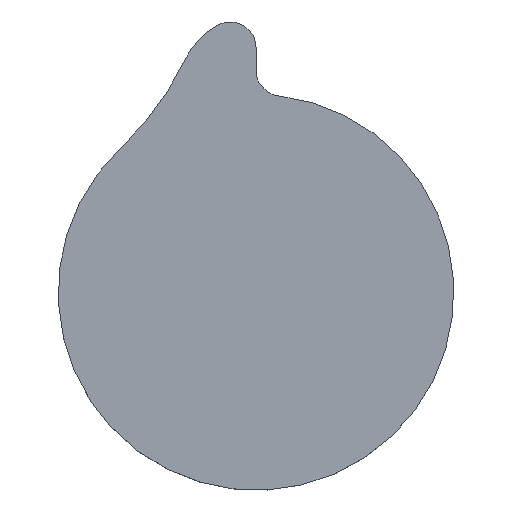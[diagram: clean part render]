
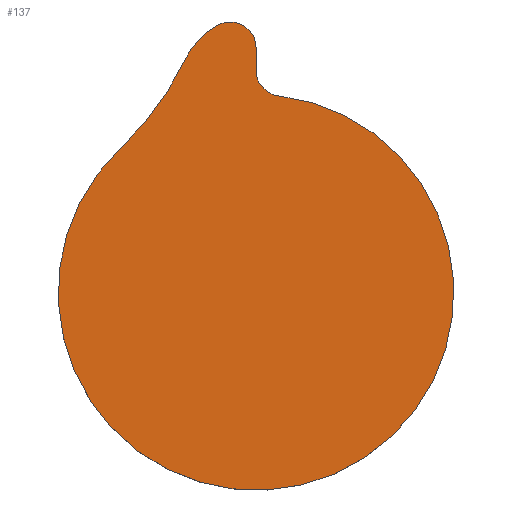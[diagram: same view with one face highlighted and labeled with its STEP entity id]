
A CAD part, top view. The second image highlights one B-rep face of the part: STEP entity #137.
In plain terms, the highlighted planar face has unit normal (0, 0, 1).
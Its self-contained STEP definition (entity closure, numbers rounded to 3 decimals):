
#16=CIRCLE('',#156,1.3);
#18=CIRCLE('',#159,10.);
#20=CIRCLE('',#162,15.);
#22=CIRCLE('',#165,4.);
#24=CIRCLE('',#168,1.3);
#36=FACE_OUTER_BOUND('',#44,.T.);
#44=EDGE_LOOP('',(#116,#117,#118,#119,#120,#121));
#48=LINE('',#225,#56);
#56=VECTOR('',#177,10.);
#64=VERTEX_POINT('',#222);
#65=VERTEX_POINT('',#224);
#67=VERTEX_POINT('',#230);
#69=VERTEX_POINT('',#236);
#71=VERTEX_POINT('',#242);
#73=VERTEX_POINT('',#248);
#76=EDGE_CURVE('',#65,#64,#48,.T.);
#79=EDGE_CURVE('',#67,#65,#16,.T.);
#82=EDGE_CURVE('',#69,#67,#18,.T.);
#85=EDGE_CURVE('',#71,#69,#20,.T.);
#88=EDGE_CURVE('',#73,#71,#22,.T.);
#91=EDGE_CURVE('',#64,#73,#24,.T.);
#116=ORIENTED_EDGE('',*,*,#91,.T.);
#117=ORIENTED_EDGE('',*,*,#88,.T.);
#118=ORIENTED_EDGE('',*,*,#85,.T.);
#119=ORIENTED_EDGE('',*,*,#82,.T.);
#120=ORIENTED_EDGE('',*,*,#79,.T.);
#121=ORIENTED_EDGE('',*,*,#76,.T.);
#129=PLANE('',#169);
#137=ADVANCED_FACE('',(#36),#129,.T.);
#156=AXIS2_PLACEMENT_3D('',#231,#183,#184);
#159=AXIS2_PLACEMENT_3D('',#237,#190,#191);
#162=AXIS2_PLACEMENT_3D('',#243,#197,#198);
#165=AXIS2_PLACEMENT_3D('',#249,#204,#205);
#168=AXIS2_PLACEMENT_3D('',#253,#211,#212);
#169=AXIS2_PLACEMENT_3D('',#254,#213,#214);
#177=DIRECTION('',(0.,1.,0.));
#183=DIRECTION('center_axis',(0.,0.,-1.));
#184=DIRECTION('ref_axis',(-1.,0.,0.));
#190=DIRECTION('center_axis',(0.,0.,1.));
#191=DIRECTION('ref_axis',(1.,0.,0.));
#197=DIRECTION('center_axis',(0.,0.,-1.));
#198=DIRECTION('ref_axis',(0.686,-0.728,0.));
#204=DIRECTION('center_axis',(0.,0.,1.));
#205=DIRECTION('ref_axis',(0.902,0.432,0.));
#211=DIRECTION('center_axis',(0.,0.,1.));
#212=DIRECTION('ref_axis',(1.,0.,0.));
#213=DIRECTION('center_axis',(0.,0.,1.));
#214=DIRECTION('ref_axis',(1.,0.,0.));
#222=CARTESIAN_POINT('',(0.,12.366,1.6));
#224=CARTESIAN_POINT('',(0.,11.225,1.6));
#225=CARTESIAN_POINT('',(0.,10.,1.6));
#230=CARTESIAN_POINT('',(1.15,9.934,1.6));
#231=CARTESIAN_POINT('Origin',(1.3,11.225,1.6));
#236=CARTESIAN_POINT('',(-6.856,7.28,1.6));
#237=CARTESIAN_POINT('Origin',(0.,0.,1.6));
#242=CARTESIAN_POINT('',(-3.608,11.726,1.6));
#243=CARTESIAN_POINT('Origin',(-17.139,18.2,1.6));
#248=CARTESIAN_POINT('',(-1.926,13.506,1.6));
#249=CARTESIAN_POINT('Origin',(0.,10.,1.6));
#253=CARTESIAN_POINT('Origin',(-1.3,12.366,1.6));
#254=CARTESIAN_POINT('Origin',(0.,1.833,1.6));
